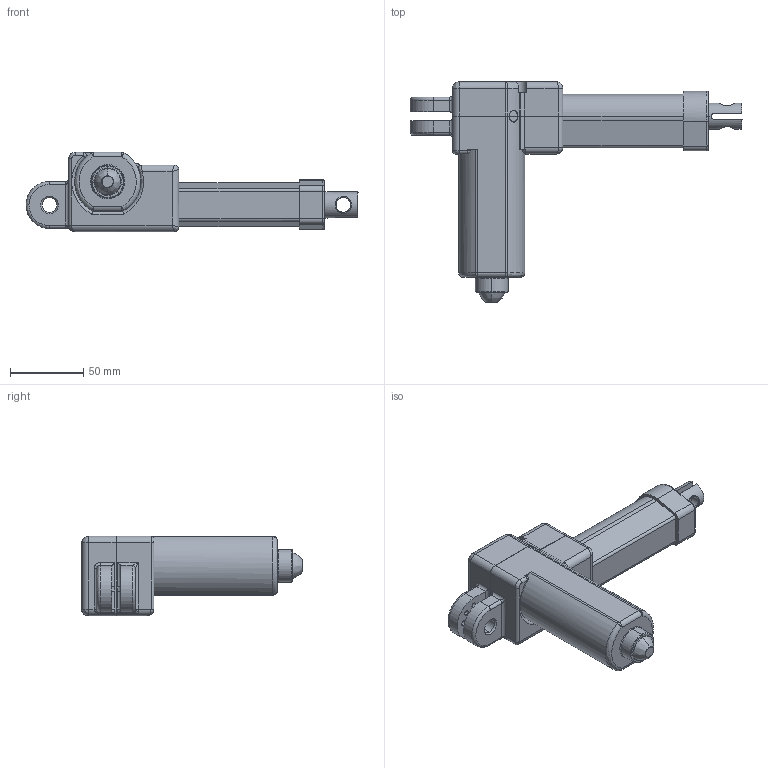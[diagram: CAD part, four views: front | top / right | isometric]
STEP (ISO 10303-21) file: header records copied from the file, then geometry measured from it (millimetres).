
FILE_DESCRIPTION (( 'STEP AP203' ), '1' );
FILE_NAME ('JLDQ.14B.STEP', '2015-12-01T11:46:57', ( 'admin' ), ( 'Hewlett-Packard Company' ), 'SwSTEP 2.0', 'SolidWorks 2014', '' );
FILE_SCHEMA (( 'CONFIG_CONTROL_DESIGN' ));
Length unit declared in the file: millimetre
Products named in the file (1): JLDQ.14B
Bounding box: 226 x 150.19 x 54.01 mm (x, y, z)
Volume: 425995.6 mm3; surface area: 50923.7 mm2
Topology: 1 solids, 2 shells, 281 faces, 695 edges, 423 vertices
Faces by surface type: cylinder 134, plane 85, bspline 52, cone 10
Entity records: 12022 total; most frequent: CARTESIAN_POINT 5551, ORIENTED_EDGE 1360, DIRECTION 1324, EDGE_CURVE 680, AXIS2_PLACEMENT_3D 517, VERTEX_POINT 423, EDGE_LOOP 311, VECTOR 290
